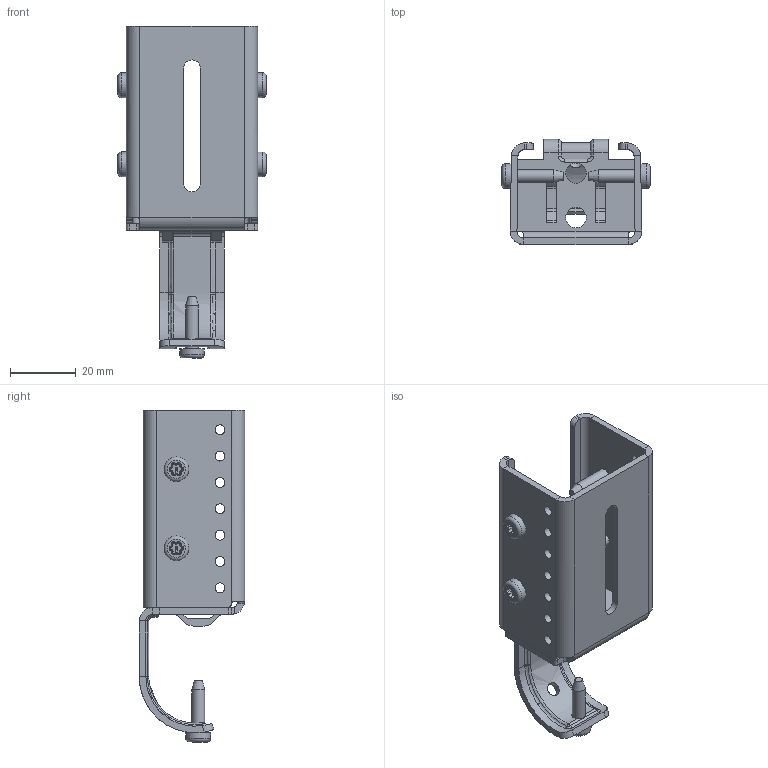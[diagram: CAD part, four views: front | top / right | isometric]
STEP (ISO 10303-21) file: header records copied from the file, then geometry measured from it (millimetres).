
FILE_DESCRIPTION(/* description */ ('KriTec Rollenbahn St Aufnahme I D30'),/* implementation_level */ '2;1');
FILE_NAME(/* name */ '22133_KriTec_Rollenbahn_St_Aufnahme_I_D30.stp',/* time_stamp */ '2020-11-05T13:57:16+01:00',/* author */ ('jendrek'),/* organization */ (''),/* preprocessor_version */ 'ST-DEVELOPER v17',/* originating_system */ 'Autodesk Inventor 2018',/* authorisation */ '');
FILE_SCHEMA (('AUTOMOTIVE_DESIGN { 1 0 10303 214 3 1 1 }'));
Length unit declared in the file: millimetre
Products named in the file (3): 22133; 062M_D30M-A-TAB_062MYMD30M; 1
Assembly tree (6 placements, depth 2):
  22133
    062M_D30M-A-TAB_062MYMD30M
    1  x5
Bounding box: 45.01 x 32 x 100.8 mm (x, y, z)
Volume: 16763.4 mm3; surface area: 18979.8 mm2
Topology: 6 solids, 6 shells, 892 faces, 2274 edges, 1422 vertices
Faces by surface type: cylinder 285, plane 274, bspline 189, torus 135, cone 5, sphere 4
Full cylindrical faces by diameter (mm): 3 x14, 3.9 x5, 4.1 x6, 6.2 x2, 7.5 x5
Entity records: 14717 total; most frequent: CARTESIAN_POINT 5906, ORIENTED_EDGE 1872, DIRECTION 1771, EDGE_CURVE 936, AXIS2_PLACEMENT_3D 662, VERTEX_POINT 590, LINE 447, VECTOR 447
